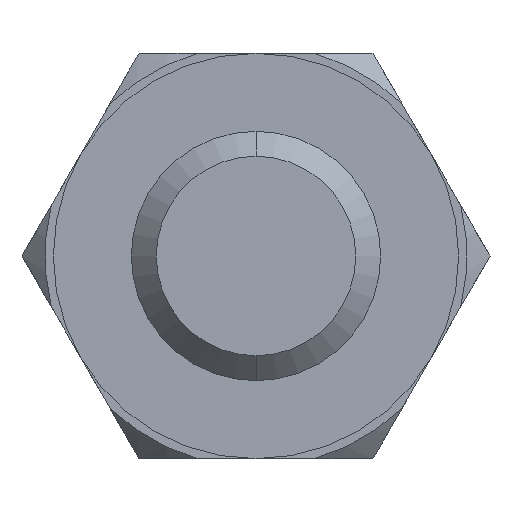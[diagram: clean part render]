
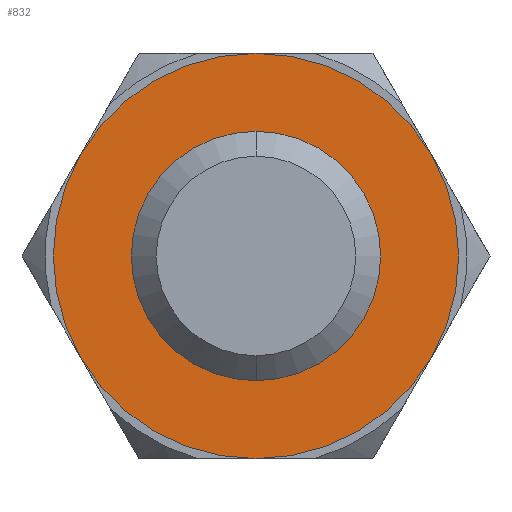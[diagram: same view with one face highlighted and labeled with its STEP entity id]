
A CAD part, front view. The second image highlights one B-rep face of the part: STEP entity #832.
In plain terms, the highlighted planar face has unit normal (0, -1, 0).
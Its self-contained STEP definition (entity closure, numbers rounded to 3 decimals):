
#17 = AXIS2_PLACEMENT_3D ( 'NONE', #619, #1010, #1008 ) ;
#71 = DIRECTION ( 'NONE',  ( 0., -1., 0. ) ) ;
#97 = VERTEX_POINT ( 'NONE', #752 ) ;
#110 = CIRCLE ( 'NONE', #263, 4. ) ;
#159 = DIRECTION ( 'NONE',  ( 0., 0., 1. ) ) ;
#178 = ORIENTED_EDGE ( 'NONE', *, *, #299, .T. ) ;
#223 = EDGE_CURVE ( 'NONE', #573, #701, #591, .T. ) ;
#259 = AXIS2_PLACEMENT_3D ( 'NONE', #929, #774, #695 ) ;
#263 = AXIS2_PLACEMENT_3D ( 'NONE', #854, #996, #915 ) ;
#280 = CIRCLE ( 'NONE', #17, 6.5 ) ;
#299 = EDGE_CURVE ( 'NONE', #571, #97, #280, .T. ) ;
#300 = PLANE ( 'NONE',  #259 ) ;
#322 = EDGE_CURVE ( 'NONE', #97, #571, #651, .T. ) ;
#399 = CARTESIAN_POINT ( 'NONE',  ( 0., -5.3, 0. ) ) ;
#460 = EDGE_LOOP ( 'NONE', ( #815, #178 ) ) ;
#489 = AXIS2_PLACEMENT_3D ( 'NONE', #846, #910, #849 ) ;
#513 = FACE_BOUND ( 'NONE', #1014, .T. ) ;
#571 = VERTEX_POINT ( 'NONE', #822 ) ;
#573 = VERTEX_POINT ( 'NONE', #890 ) ;
#591 = CIRCLE ( 'NONE', #489, 4. ) ;
#619 = CARTESIAN_POINT ( 'NONE',  ( 0., -5.3, 0. ) ) ;
#651 = CIRCLE ( 'NONE', #883, 6.5 ) ;
#695 = DIRECTION ( 'NONE',  ( 0., 0., 1. ) ) ;
#701 = VERTEX_POINT ( 'NONE', #761 ) ;
#722 = ORIENTED_EDGE ( 'NONE', *, *, #223, .F. ) ;
#737 = EDGE_CURVE ( 'NONE', #701, #573, #110, .T. ) ;
#752 = CARTESIAN_POINT ( 'NONE',  ( 0., -5.3, -6.5 ) ) ;
#761 = CARTESIAN_POINT ( 'NONE',  ( 0., -5.3, 4. ) ) ;
#774 = DIRECTION ( 'NONE',  ( 0., 1., 0. ) ) ;
#815 = ORIENTED_EDGE ( 'NONE', *, *, #322, .T. ) ;
#822 = CARTESIAN_POINT ( 'NONE',  ( 0., -5.3, 6.5 ) ) ;
#832 = ADVANCED_FACE ( 'NONE', ( #513, #902 ), #300, .F. ) ;
#846 = CARTESIAN_POINT ( 'NONE',  ( 0., -5.3, 0. ) ) ;
#849 = DIRECTION ( 'NONE',  ( 0., 0., 1. ) ) ;
#854 = CARTESIAN_POINT ( 'NONE',  ( 0., -5.3, 0. ) ) ;
#883 = AXIS2_PLACEMENT_3D ( 'NONE', #399, #71, #159 ) ;
#890 = CARTESIAN_POINT ( 'NONE',  ( 0., -5.3, -4. ) ) ;
#902 = FACE_OUTER_BOUND ( 'NONE', #460, .T. ) ;
#910 = DIRECTION ( 'NONE',  ( 0., -1., 0. ) ) ;
#915 = DIRECTION ( 'NONE',  ( 0., 0., 1. ) ) ;
#929 = CARTESIAN_POINT ( 'NONE',  ( 0., -5.3, 0. ) ) ;
#992 = ORIENTED_EDGE ( 'NONE', *, *, #737, .F. ) ;
#996 = DIRECTION ( 'NONE',  ( 0., -1., 0. ) ) ;
#1008 = DIRECTION ( 'NONE',  ( 0., 0., 1. ) ) ;
#1010 = DIRECTION ( 'NONE',  ( 0., -1., 0. ) ) ;
#1014 = EDGE_LOOP ( 'NONE', ( #992, #722 ) ) ;
